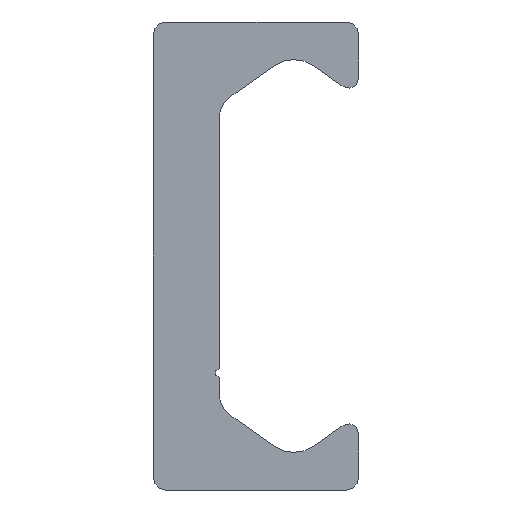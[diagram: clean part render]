
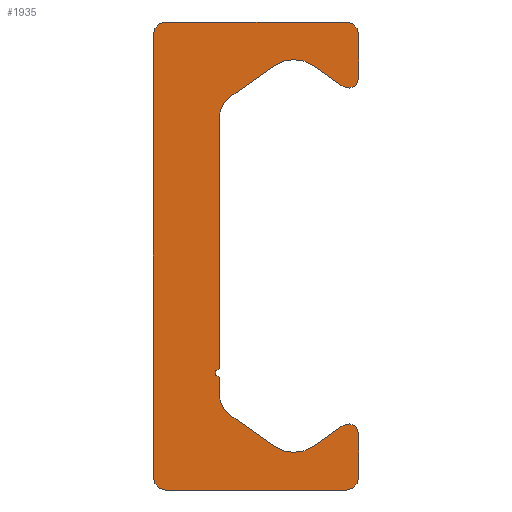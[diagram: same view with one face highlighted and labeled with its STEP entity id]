
A CAD part, left-side view. The second image highlights one B-rep face of the part: STEP entity #1935.
In plain terms, the highlighted planar face has unit normal (-1, 0, 0).
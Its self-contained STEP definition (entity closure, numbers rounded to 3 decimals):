
#1092=CARTESIAN_POINT('',(0.0,5.4,-14.));
#1093=VERTEX_POINT('',#1092);
#1100=CARTESIAN_POINT('',(0.0,6.15,-13.25));
#1101=VERTEX_POINT('',#1100);
#1102=CARTESIAN_POINT('',(0.0,5.4,-13.25));
#1103=DIRECTION('',(1.0,0.0,0.0));
#1104=DIRECTION('',(0.0,0.0,-1.0));
#1105=AXIS2_PLACEMENT_3D('',#1102,#1103,#1104);
#1106=CIRCLE('',#1105,0.75);
#1107=EDGE_CURVE('',#1093,#1101,#1106,.T.);
#1131=CARTESIAN_POINT('',(0.0,-5.4,-14.));
#1132=VERTEX_POINT('',#1131);
#1139=CARTESIAN_POINT('',(0.0,-5.4,-14.));
#1140=DIRECTION('',(0.0,1.0,0.0));
#1141=VECTOR('',#1140,10.8);
#1142=LINE('',#1139,#1141);
#1143=EDGE_CURVE('',#1132,#1093,#1142,.T.);
#1163=CARTESIAN_POINT('',(0.0,-6.15,-13.25));
#1164=VERTEX_POINT('',#1163);
#1171=CARTESIAN_POINT('',(0.0,-5.4,-13.25));
#1172=DIRECTION('',(1.0,0.0,0.0));
#1173=DIRECTION('',(0.0,-1.0,0.0));
#1174=AXIS2_PLACEMENT_3D('',#1171,#1172,#1173);
#1175=CIRCLE('',#1174,0.75);
#1176=EDGE_CURVE('',#1164,#1132,#1175,.T.);
#1195=CARTESIAN_POINT('',(0.0,-6.15,-10.63));
#1196=VERTEX_POINT('',#1195);
#1203=CARTESIAN_POINT('',(0.0,-6.15,-10.63));
#1204=DIRECTION('',(0.0,0.0,-1.0));
#1205=VECTOR('',#1204,2.62);
#1206=LINE('',#1203,#1205);
#1207=EDGE_CURVE('',#1196,#1164,#1206,.T.);
#1227=CARTESIAN_POINT('',(0.0,-5.206,-10.139));
#1228=VERTEX_POINT('',#1227);
#1235=CARTESIAN_POINT('',(0.0,-5.55,-10.63));
#1236=DIRECTION('',(1.0,0.0,0.0));
#1237=DIRECTION('',(0.0,0.574,0.819));
#1238=AXIS2_PLACEMENT_3D('',#1235,#1236,#1237);
#1239=CIRCLE('',#1238,0.6);
#1240=EDGE_CURVE('',#1228,#1196,#1239,.T.);
#1259=CARTESIAN_POINT('',(0.0,-3.417,-11.391));
#1260=VERTEX_POINT('',#1259);
#1267=CARTESIAN_POINT('',(0.0,-3.417,-11.391));
#1268=DIRECTION('',(0.0,-0.819,0.574));
#1269=VECTOR('',#1268,2.184);
#1270=LINE('',#1267,#1269);
#1271=EDGE_CURVE('',#1260,#1228,#1270,.T.);
#1291=CARTESIAN_POINT('',(0.0,-1.123,-11.391));
#1292=VERTEX_POINT('',#1291);
#1299=CARTESIAN_POINT('',(0.0,-2.27,-9.753));
#1300=DIRECTION('',(-1.0,0.0,0.0));
#1301=DIRECTION('',(0.0,0.574,0.819));
#1302=AXIS2_PLACEMENT_3D('',#1299,#1300,#1301);
#1303=CIRCLE('',#1302,2.0);
#1304=EDGE_CURVE('',#1292,#1260,#1303,.T.);
#1323=CARTESIAN_POINT('',(0.0,1.56,-9.512));
#1324=VERTEX_POINT('',#1323);
#1331=CARTESIAN_POINT('',(0.0,1.56,-9.512));
#1332=DIRECTION('',(0.0,-0.819,-0.574));
#1333=VECTOR('',#1332,3.276);
#1334=LINE('',#1331,#1333);
#1335=EDGE_CURVE('',#1324,#1292,#1334,.T.);
#1355=CARTESIAN_POINT('',(0.0,2.2,-8.283));
#1356=VERTEX_POINT('',#1355);
#1363=CARTESIAN_POINT('',(0.0,0.7,-8.283));
#1364=DIRECTION('',(-1.0,0.0,0.0));
#1365=DIRECTION('',(0.0,-0.574,0.819));
#1366=AXIS2_PLACEMENT_3D('',#1363,#1364,#1365);
#1367=CIRCLE('',#1366,1.5);
#1368=EDGE_CURVE('',#1356,#1324,#1367,.T.);
#1387=CARTESIAN_POINT('',(0.0,2.2,-7.25));
#1388=VERTEX_POINT('',#1387);
#1395=CARTESIAN_POINT('',(0.0,2.2,-7.25));
#1396=DIRECTION('',(0.0,0.0,-1.0));
#1397=VECTOR('',#1396,1.033);
#1398=LINE('',#1395,#1397);
#1399=EDGE_CURVE('',#1388,#1356,#1398,.T.);
#1419=CARTESIAN_POINT('',(0.0,2.2,-6.75));
#1420=VERTEX_POINT('',#1419);
#1427=CARTESIAN_POINT('',(0.0,2.2,-7.));
#1428=DIRECTION('',(-1.0,0.0,0.0));
#1429=DIRECTION('',(0.0,0.0,1.0));
#1430=AXIS2_PLACEMENT_3D('',#1427,#1428,#1429);
#1431=CIRCLE('',#1430,0.25);
#1432=EDGE_CURVE('',#1420,#1388,#1431,.T.);
#1451=CARTESIAN_POINT('',(0.0,2.2,8.283));
#1452=VERTEX_POINT('',#1451);
#1459=CARTESIAN_POINT('',(0.0,2.2,8.283));
#1460=DIRECTION('',(0.0,0.0,-1.0));
#1461=VECTOR('',#1460,15.033);
#1462=LINE('',#1459,#1461);
#1463=EDGE_CURVE('',#1452,#1420,#1462,.T.);
#1546=CARTESIAN_POINT('',(0.0,1.56,9.512));
#1547=VERTEX_POINT('',#1546);
#1554=CARTESIAN_POINT('',(0.0,0.7,8.283));
#1555=DIRECTION('',(-1.0,0.0,0.0));
#1556=DIRECTION('',(0.0,-1.0,0.0));
#1557=AXIS2_PLACEMENT_3D('',#1554,#1555,#1556);
#1558=CIRCLE('',#1557,1.5);
#1559=EDGE_CURVE('',#1547,#1452,#1558,.T.);
#1578=CARTESIAN_POINT('',(0.0,-1.123,11.391));
#1579=VERTEX_POINT('',#1578);
#1586=CARTESIAN_POINT('',(0.0,-1.123,11.391));
#1587=DIRECTION('',(0.0,0.819,-0.574));
#1588=VECTOR('',#1587,3.276);
#1589=LINE('',#1586,#1588);
#1590=EDGE_CURVE('',#1579,#1547,#1589,.T.);
#1610=CARTESIAN_POINT('',(0.0,-3.417,11.391));
#1611=VERTEX_POINT('',#1610);
#1618=CARTESIAN_POINT('',(0.0,-2.27,9.753));
#1619=DIRECTION('',(-1.0,0.0,0.0));
#1620=DIRECTION('',(0.0,-0.574,-0.819));
#1621=AXIS2_PLACEMENT_3D('',#1618,#1619,#1620);
#1622=CIRCLE('',#1621,2.0);
#1623=EDGE_CURVE('',#1611,#1579,#1622,.T.);
#1642=CARTESIAN_POINT('',(0.0,-5.206,10.139));
#1643=VERTEX_POINT('',#1642);
#1650=CARTESIAN_POINT('',(0.0,-5.206,10.139));
#1651=DIRECTION('',(0.0,0.819,0.574));
#1652=VECTOR('',#1651,2.184);
#1653=LINE('',#1650,#1652);
#1654=EDGE_CURVE('',#1643,#1611,#1653,.T.);
#1674=CARTESIAN_POINT('',(0.0,-6.15,10.63));
#1675=VERTEX_POINT('',#1674);
#1682=CARTESIAN_POINT('',(0.0,-5.55,10.63));
#1683=DIRECTION('',(1.0,0.0,0.0));
#1684=DIRECTION('',(0.0,-1.0,0.0));
#1685=AXIS2_PLACEMENT_3D('',#1682,#1683,#1684);
#1686=CIRCLE('',#1685,0.6);
#1687=EDGE_CURVE('',#1675,#1643,#1686,.T.);
#1706=CARTESIAN_POINT('',(0.0,-6.15,13.25));
#1707=VERTEX_POINT('',#1706);
#1714=CARTESIAN_POINT('',(0.0,-6.15,13.25));
#1715=DIRECTION('',(0.0,0.0,-1.0));
#1716=VECTOR('',#1715,2.62);
#1717=LINE('',#1714,#1716);
#1718=EDGE_CURVE('',#1707,#1675,#1717,.T.);
#1738=CARTESIAN_POINT('',(0.0,-5.4,14.));
#1739=VERTEX_POINT('',#1738);
#1746=CARTESIAN_POINT('',(0.0,-5.4,13.25));
#1747=DIRECTION('',(1.0,0.0,0.0));
#1748=DIRECTION('',(0.0,0.0,1.0));
#1749=AXIS2_PLACEMENT_3D('',#1746,#1747,#1748);
#1750=CIRCLE('',#1749,0.75);
#1751=EDGE_CURVE('',#1739,#1707,#1750,.T.);
#1770=CARTESIAN_POINT('',(0.0,5.4,14.));
#1771=VERTEX_POINT('',#1770);
#1778=CARTESIAN_POINT('',(0.0,5.4,14.));
#1779=DIRECTION('',(0.0,-1.0,0.0));
#1780=VECTOR('',#1779,10.8);
#1781=LINE('',#1778,#1780);
#1782=EDGE_CURVE('',#1771,#1739,#1781,.T.);
#1802=CARTESIAN_POINT('',(0.0,6.15,13.25));
#1803=VERTEX_POINT('',#1802);
#1810=CARTESIAN_POINT('',(0.0,5.4,13.25));
#1811=DIRECTION('',(1.0,0.0,0.0));
#1812=DIRECTION('',(0.0,1.0,0.0));
#1813=AXIS2_PLACEMENT_3D('',#1810,#1811,#1812);
#1814=CIRCLE('',#1813,0.75);
#1815=EDGE_CURVE('',#1803,#1771,#1814,.T.);
#1833=CARTESIAN_POINT('',(0.0,6.15,-13.25));
#1834=DIRECTION('',(0.0,0.0,1.0));
#1835=VECTOR('',#1834,26.5);
#1836=LINE('',#1833,#1835);
#1837=EDGE_CURVE('',#1101,#1803,#1836,.T.);
#1906=CARTESIAN_POINT('',(0.0,1.352,-0.021));
#1907=DIRECTION('',(1.0,0.0,0.0));
#1908=DIRECTION('',(0.0,0.0,-1.0));
#1909=AXIS2_PLACEMENT_3D('',#1906,#1907,#1908);
#1910=PLANE('',#1909);
#1911=ORIENTED_EDGE('',*,*,#1837,.F.);
#1912=ORIENTED_EDGE('',*,*,#1107,.F.);
#1913=ORIENTED_EDGE('',*,*,#1143,.F.);
#1914=ORIENTED_EDGE('',*,*,#1176,.F.);
#1915=ORIENTED_EDGE('',*,*,#1207,.F.);
#1916=ORIENTED_EDGE('',*,*,#1240,.F.);
#1917=ORIENTED_EDGE('',*,*,#1271,.F.);
#1918=ORIENTED_EDGE('',*,*,#1304,.F.);
#1919=ORIENTED_EDGE('',*,*,#1335,.F.);
#1920=ORIENTED_EDGE('',*,*,#1368,.F.);
#1921=ORIENTED_EDGE('',*,*,#1399,.F.);
#1922=ORIENTED_EDGE('',*,*,#1432,.F.);
#1923=ORIENTED_EDGE('',*,*,#1463,.F.);
#1924=ORIENTED_EDGE('',*,*,#1559,.F.);
#1925=ORIENTED_EDGE('',*,*,#1590,.F.);
#1926=ORIENTED_EDGE('',*,*,#1623,.F.);
#1927=ORIENTED_EDGE('',*,*,#1654,.F.);
#1928=ORIENTED_EDGE('',*,*,#1687,.F.);
#1929=ORIENTED_EDGE('',*,*,#1718,.F.);
#1930=ORIENTED_EDGE('',*,*,#1751,.F.);
#1931=ORIENTED_EDGE('',*,*,#1782,.F.);
#1932=ORIENTED_EDGE('',*,*,#1815,.F.);
#1933=EDGE_LOOP('',(#1911,#1912,#1913,#1914,#1915,#1916,#1917,#1918,#1919,#1920,#1921,#1922,#1923,#1924,#1925,#1926,#1927,#1928,#1929,#1930,#1931,#1932));
#1934=FACE_OUTER_BOUND('',#1933,.T.);
#1935=ADVANCED_FACE('',(#1934),#1910,.F.);
